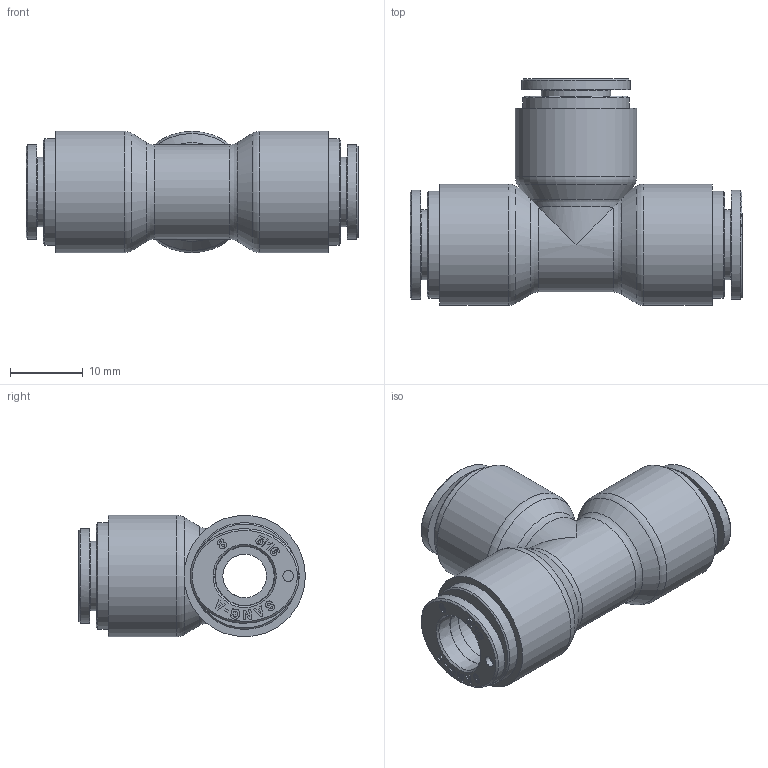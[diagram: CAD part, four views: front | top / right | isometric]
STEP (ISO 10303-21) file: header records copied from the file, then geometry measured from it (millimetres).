
FILE_DESCRIPTION((''),'2;1');
FILE_NAME('CR-PUT 08.stp','2020-08-25T15:01:53',('user'),(''),'Autodesk Inventor 2013','Autodesk Inventor 2013','');
FILE_SCHEMA(('AUTOMOTIVE_DESIGN { 1 0 10303 214 1 1 1 1 }'));
Length unit declared in the file: millimetre
Products named in the file (5): 조립품10; CR-COLLAR 08; HR-Collar 08L(SUS); CR-SLEEVE 08; CR-PUT 08 BODY
Assembly tree (6 placements, depth 3):
  조립품10
    CR-COLLAR 08  x3
      HR-Collar 08L(SUS)
      CR-SLEEVE 08
    CR-PUT 08 BODY
Bounding box: 45.7 x 31.2 x 16.7 mm (x, y, z)
Volume: 8282.7 mm3; surface area: 6365.7 mm2
Topology: 7 solids, 7 shells, 1146 faces, 3212 edges, 2136 vertices
Faces by surface type: plane 1023, bspline 60, cylinder 41, cone 15, torus 7
Full cylindrical faces by diameter (mm): 1.5 x3, 6 x2, 8.2 x6, 9.6 x3, 14.7 x3, 16.7 x3
Entity records: 12919 total; most frequent: CARTESIAN_POINT 2650, ORIENTED_EDGE 2156, DIRECTION 1949, EDGE_CURVE 1078, VECTOR 975, LINE 975, VERTEX_POINT 728, AXIS2_PLACEMENT_3D 487
